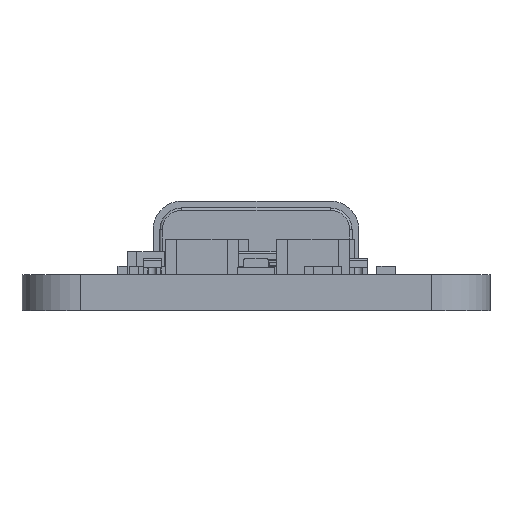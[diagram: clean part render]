
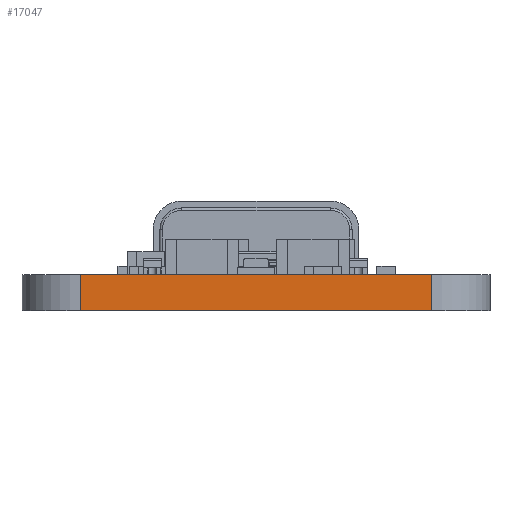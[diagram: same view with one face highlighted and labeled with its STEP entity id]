
A CAD part, front view. The second image highlights one B-rep face of the part: STEP entity #17047.
In plain terms, the highlighted planar face has unit normal (0, -1, 0).
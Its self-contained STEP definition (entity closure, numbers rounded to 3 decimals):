
#1213=FACE_OUTER_BOUND('',#2141,.T.);
#2141=EDGE_LOOP('',(#11220,#11221,#11222,#11223));
#3236=LINE('',#24830,#5117);
#3237=LINE('',#24832,#5118);
#3238=LINE('',#24834,#5119);
#3239=LINE('',#24835,#5120);
#5117=VECTOR('',#20017,10.);
#5118=VECTOR('',#20018,10.);
#5119=VECTOR('',#20019,10.);
#5120=VECTOR('',#20020,10.);
#7055=VERTEX_POINT('',#24828);
#7056=VERTEX_POINT('',#24829);
#7057=VERTEX_POINT('',#24831);
#7058=VERTEX_POINT('',#24833);
#8712=EDGE_CURVE('',#7055,#7056,#3236,.T.);
#8713=EDGE_CURVE('',#7055,#7057,#3237,.T.);
#8714=EDGE_CURVE('',#7058,#7057,#3238,.T.);
#8715=EDGE_CURVE('',#7056,#7058,#3239,.T.);
#11220=ORIENTED_EDGE('',*,*,#8712,.F.);
#11221=ORIENTED_EDGE('',*,*,#8713,.T.);
#11222=ORIENTED_EDGE('',*,*,#8714,.F.);
#11223=ORIENTED_EDGE('',*,*,#8715,.F.);
#15806=PLANE('',#18226);
#17047=ADVANCED_FACE('',(#1213),#15806,.T.);
#18226=AXIS2_PLACEMENT_3D('',#24827,#20015,#20016);
#20015=DIRECTION('center_axis',(0.,-1.,0.));
#20016=DIRECTION('ref_axis',(1.,0.,0.));
#20017=DIRECTION('',(-1.,0.,0.));
#20018=DIRECTION('',(0.,0.,1.));
#20019=DIRECTION('',(1.,0.,0.));
#20020=DIRECTION('',(0.,0.,1.));
#24827=CARTESIAN_POINT('Origin',(2.54,0.,0.));
#24828=CARTESIAN_POINT('',(17.78,0.,0.));
#24829=CARTESIAN_POINT('',(2.54,0.,0.));
#24830=CARTESIAN_POINT('',(17.78,0.,0.));
#24831=CARTESIAN_POINT('',(17.78,0.,1.57));
#24832=CARTESIAN_POINT('',(17.78,0.,0.));
#24833=CARTESIAN_POINT('',(2.54,0.,1.57));
#24834=CARTESIAN_POINT('',(17.78,0.,1.57));
#24835=CARTESIAN_POINT('',(2.54,0.,0.));
